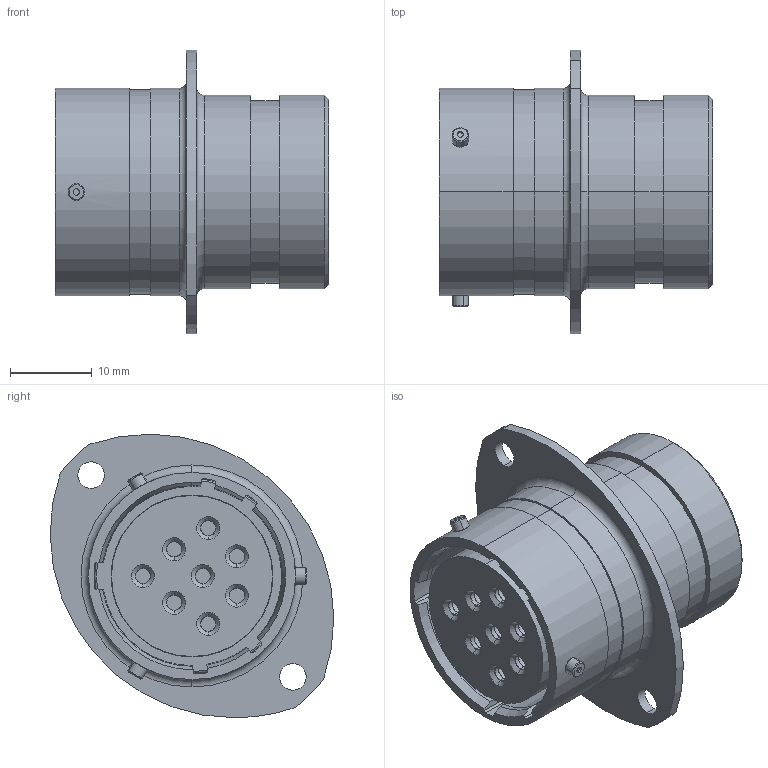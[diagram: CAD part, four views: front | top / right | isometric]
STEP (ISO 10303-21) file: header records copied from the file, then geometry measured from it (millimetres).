
FILE_DESCRIPTION (( 'STEP AP214' ), '1' );
FILE_NAME ('AS016-08SN.STEP', '2013-05-23T15:05:36', ( 'TE Connectivity' ), ( 'TE Connectivity' ), 'SwSTEP 2.0', 'SolidWorks 2011', '' );
FILE_SCHEMA (( 'AUTOMOTIVE_DESIGN' ));
Length unit declared in the file: inch
Products named in the file (1): AS016-08SN
Bounding box: 33.31 x 34.6 x 34.6 mm (x, y, z)
Volume: 12835.8 mm3; surface area: 12460.4 mm2
Topology: 9 solids, 9 shells, 384 faces, 864 edges, 519 vertices
Faces by surface type: cylinder 153, torus 88, cone 68, plane 63, sphere 12
Entity records: 16183 total; most frequent: DIRECTION 2155, CARTESIAN_POINT 2030, ORIENTED_EDGE 1716, AXIS2_PLACEMENT_3D 950, EDGE_CURVE 858, CIRCLE 565, VERTEX_POINT 519, EDGE_LOOP 459
